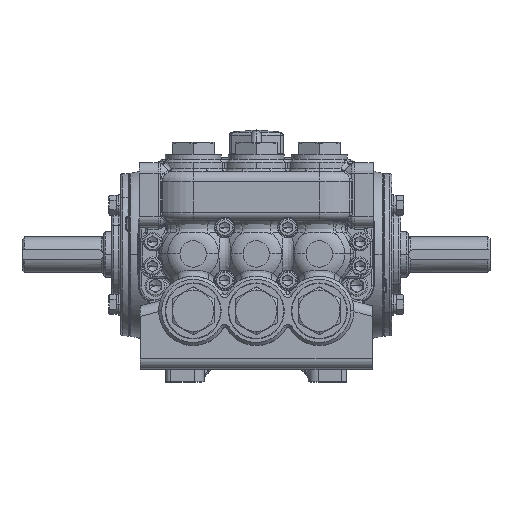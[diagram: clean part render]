
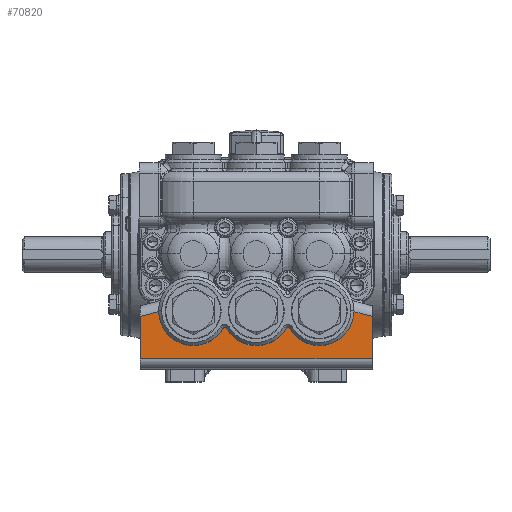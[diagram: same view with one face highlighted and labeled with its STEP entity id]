
A CAD part, top view. The second image highlights one B-rep face of the part: STEP entity #70820.
In plain terms, the highlighted planar face has unit normal (0, 0, 1).
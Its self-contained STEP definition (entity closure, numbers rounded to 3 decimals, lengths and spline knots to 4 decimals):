
#1561 = CIRCLE ( 'NONE', #76136, 1.2205 ) ;
#1619 = ORIENTED_EDGE ( 'NONE', *, *, #104533, .F. ) ;
#1853 = DIRECTION ( 'NONE',  ( -1., 0., 0. ) ) ;
#2900 = DIRECTION ( 'NONE',  ( 1., 0., 0. ) ) ;
#6883 = EDGE_CURVE ( 'NONE', #118756, #57323, #117693, .T. ) ;
#7343 = CARTESIAN_POINT ( 'NONE',  ( -2.4409, -2.2047, 14.7047 ) ) ;
#7668 = VECTOR ( 'NONE', #102271, 39.3701 ) ;
#11719 = ORIENTED_EDGE ( 'NONE', *, *, #14683, .F. ) ;
#11948 = LINE ( 'NONE', #52654, #104481 ) ;
#12454 = VERTEX_POINT ( 'NONE', #97621 ) ;
#12547 = DIRECTION ( 'NONE',  ( -0.966, -0.259, 0. ) ) ;
#14683 = EDGE_CURVE ( 'NONE', #103912, #18292, #118439, .T. ) ;
#17271 = LINE ( 'NONE', #57985, #51430 ) ;
#17567 = ORIENTED_EDGE ( 'NONE', *, *, #104918, .T. ) ;
#18292 = VERTEX_POINT ( 'NONE', #74075 ) ;
#19246 = CARTESIAN_POINT ( 'NONE',  ( 2.4409, -2.2047, 14.7047 ) ) ;
#19965 = EDGE_CURVE ( 'NONE', #114320, #71803, #36401, .T. ) ;
#20890 = LINE ( 'NONE', #61610, #7668 ) ;
#22364 = CARTESIAN_POINT ( 'NONE',  ( -2.4409, -2.2047, 14.7047 ) ) ;
#25096 = EDGE_CURVE ( 'NONE', #80001, #12454, #11948, .T. ) ;
#27431 = CIRCLE ( 'NONE', #101988, 0.0394 ) ;
#28204 = CARTESIAN_POINT ( 'NONE',  ( 3.6614, -2.2047, 14.7047 ) ) ;
#31638 = VECTOR ( 'NONE', #117784, 39.3701 ) ;
#33262 = DIRECTION ( 'NONE',  ( 0., 0., 1. ) ) ;
#33917 = DIRECTION ( 'NONE',  ( 0., 0., -1. ) ) ;
#34513 = DIRECTION ( 'NONE',  ( -1., 0., 0. ) ) ;
#34925 = CIRCLE ( 'NONE', #51975, 1.2205 ) ;
#35896 = ORIENTED_EDGE ( 'NONE', *, *, #25096, .F. ) ;
#36401 = LINE ( 'NONE', #77130, #31638 ) ;
#44532 = PLANE ( 'NONE',  #63771 ) ;
#45393 = AXIS2_PLACEMENT_3D ( 'NONE', #124624, #33262, #73974 ) ;
#48029 = DIRECTION ( 'NONE',  ( 0., 0., -1. ) ) ;
#49729 = EDGE_CURVE ( 'NONE', #114320, #69951, #17271, .T. ) ;
#51430 = VECTOR ( 'NONE', #98675, 39.3701 ) ;
#51866 = EDGE_CURVE ( 'NONE', #104357, #69951, #63286, .T. ) ;
#51975 = AXIS2_PLACEMENT_3D ( 'NONE', #22364, #63074, #103727 ) ;
#52525 = CARTESIAN_POINT ( 'NONE',  ( -1.2205, -2.5172, 14.7047 ) ) ;
#52654 = CARTESIAN_POINT ( 'NONE',  ( 4.3863, -2.3882, 14.7047 ) ) ;
#53578 = CARTESIAN_POINT ( 'NONE',  ( 1.2205, -2.5172, 14.7047 ) ) ;
#54865 = CARTESIAN_POINT ( 'NONE',  ( 1.1823, -2.5074, 14.7047 ) ) ;
#56620 = CIRCLE ( 'NONE', #131121, 1.2205 ) ;
#57323 = VERTEX_POINT ( 'NONE', #60894 ) ;
#57985 = CARTESIAN_POINT ( 'NONE',  ( -4.4882, -4.4488, 14.7047 ) ) ;
#59191 = EDGE_CURVE ( 'NONE', #57323, #104357, #34925, .T. ) ;
#59959 = DIRECTION ( 'NONE',  ( 0., 0., 1. ) ) ;
#60196 = AXIS2_PLACEMENT_3D ( 'NONE', #7343, #48029, #88752 ) ;
#60894 = CARTESIAN_POINT ( 'NONE',  ( -3.6614, -2.2047, 14.7047 ) ) ;
#60945 = AXIS2_PLACEMENT_3D ( 'NONE', #53578, #94287, #2900 ) ;
#61610 = CARTESIAN_POINT ( 'NONE',  ( 4.4882, -4.4488, 14.7047 ) ) ;
#63074 = DIRECTION ( 'NONE',  ( 0., 0., -1. ) ) ;
#63286 = LINE ( 'NONE', #103946, #119872 ) ;
#63771 = AXIS2_PLACEMENT_3D ( 'NONE', #85245, #125881, #34513 ) ;
#66274 = ORIENTED_EDGE ( 'NONE', *, *, #109797, .F. ) ;
#69951 = VERTEX_POINT ( 'NONE', #100967 ) ;
#70310 = ORIENTED_EDGE ( 'NONE', *, *, #120678, .T. ) ;
#70820 = ADVANCED_FACE ( 'NONE', ( #105244 ), #44532, .F. ) ;
#71803 = VERTEX_POINT ( 'NONE', #129786 ) ;
#73974 = DIRECTION ( 'NONE',  ( 1., 0., 0. ) ) ;
#74075 = CARTESIAN_POINT ( 'NONE',  ( 1.2586, -2.5074, 14.7047 ) ) ;
#74653 = DIRECTION ( 'NONE',  ( -1., 0., 0. ) ) ;
#76136 = AXIS2_PLACEMENT_3D ( 'NONE', #125285, #33917, #74653 ) ;
#77130 = CARTESIAN_POINT ( 'NONE',  ( 0., -4.0551, 14.7047 ) ) ;
#80001 = VERTEX_POINT ( 'NONE', #106754 ) ;
#83399 = ORIENTED_EDGE ( 'NONE', *, *, #6883, .T. ) ;
#85245 = CARTESIAN_POINT ( 'NONE',  ( 0., -4.4488, 14.7047 ) ) ;
#86416 = ORIENTED_EDGE ( 'NONE', *, *, #122991, .T. ) ;
#88752 = DIRECTION ( 'NONE',  ( -1., 0., 0. ) ) ;
#89067 = VERTEX_POINT ( 'NONE', #103581 ) ;
#91490 = VERTEX_POINT ( 'NONE', #28204 ) ;
#93248 = DIRECTION ( 'NONE',  ( 0., 0., 1. ) ) ;
#93380 = DIRECTION ( 'NONE',  ( 0.966, -0.259, 0. ) ) ;
#94287 = DIRECTION ( 'NONE',  ( 0., 0., -1. ) ) ;
#94781 = EDGE_LOOP ( 'NONE', ( #126635, #17567, #35896, #66274, #1619, #11719, #70310, #86416, #83399, #105018, #109168, #122555 ) ) ;
#96735 = CARTESIAN_POINT ( 'NONE',  ( -3.6614, -2.1939, 14.7047 ) ) ;
#97621 = CARTESIAN_POINT ( 'NONE',  ( 4.4882, -2.4155, 14.7047 ) ) ;
#97661 = CARTESIAN_POINT ( 'NONE',  ( -1.2586, -2.5074, 14.7047 ) ) ;
#98675 = DIRECTION ( 'NONE',  ( 0., 1., 0. ) ) ;
#100643 = DIRECTION ( 'NONE',  ( 1., 0., 0. ) ) ;
#100967 = CARTESIAN_POINT ( 'NONE',  ( -4.4882, -2.4155, 14.7047 ) ) ;
#101988 = AXIS2_PLACEMENT_3D ( 'NONE', #52525, #93248, #1853 ) ;
#102271 = DIRECTION ( 'NONE',  ( 0., 1., 0. ) ) ;
#102881 = CIRCLE ( 'NONE', #45393, 1.2205 ) ;
#103581 = CARTESIAN_POINT ( 'NONE',  ( -1.1823, -2.5074, 14.7047 ) ) ;
#103727 = DIRECTION ( 'NONE',  ( -1., 0., 0. ) ) ;
#103912 = VERTEX_POINT ( 'NONE', #54865 ) ;
#103946 = CARTESIAN_POINT ( 'NONE',  ( -4.3863, -2.3882, 14.7047 ) ) ;
#104357 = VERTEX_POINT ( 'NONE', #96735 ) ;
#104481 = VECTOR ( 'NONE', #93380, 39.3701 ) ;
#104533 = EDGE_CURVE ( 'NONE', #18292, #91490, #56620, .T. ) ;
#104918 = EDGE_CURVE ( 'NONE', #71803, #12454, #20890, .T. ) ;
#105018 = ORIENTED_EDGE ( 'NONE', *, *, #59191, .T. ) ;
#105244 = FACE_OUTER_BOUND ( 'NONE', #94781, .T. ) ;
#106754 = CARTESIAN_POINT ( 'NONE',  ( 3.6614, -2.1939, 14.7047 ) ) ;
#109168 = ORIENTED_EDGE ( 'NONE', *, *, #51866, .T. ) ;
#109797 = EDGE_CURVE ( 'NONE', #91490, #80001, #102881, .T. ) ;
#112371 = CARTESIAN_POINT ( 'NONE',  ( -4.4882, -4.0551, 14.7047 ) ) ;
#114320 = VERTEX_POINT ( 'NONE', #112371 ) ;
#117693 = CIRCLE ( 'NONE', #60196, 1.2205 ) ;
#117784 = DIRECTION ( 'NONE',  ( 1., 0., 0. ) ) ;
#118439 = CIRCLE ( 'NONE', #60945, 0.0394 ) ;
#118756 = VERTEX_POINT ( 'NONE', #97661 ) ;
#119872 = VECTOR ( 'NONE', #12547, 39.3701 ) ;
#120678 = EDGE_CURVE ( 'NONE', #103912, #89067, #1561, .T. ) ;
#122555 = ORIENTED_EDGE ( 'NONE', *, *, #49729, .F. ) ;
#122991 = EDGE_CURVE ( 'NONE', #89067, #118756, #27431, .T. ) ;
#124624 = CARTESIAN_POINT ( 'NONE',  ( 2.4409, -2.2047, 14.7047 ) ) ;
#125285 = CARTESIAN_POINT ( 'NONE',  ( 0., -2.2047, 14.7047 ) ) ;
#125881 = DIRECTION ( 'NONE',  ( 0., 0., -1. ) ) ;
#126635 = ORIENTED_EDGE ( 'NONE', *, *, #19965, .T. ) ;
#129786 = CARTESIAN_POINT ( 'NONE',  ( 4.4882, -4.0551, 14.7047 ) ) ;
#131121 = AXIS2_PLACEMENT_3D ( 'NONE', #19246, #59959, #100643 ) ;
